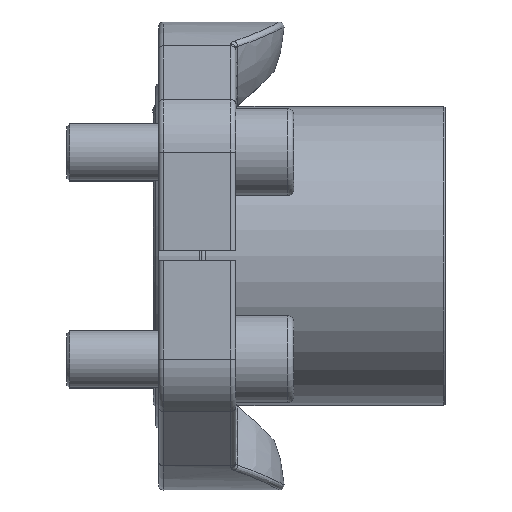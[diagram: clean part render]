
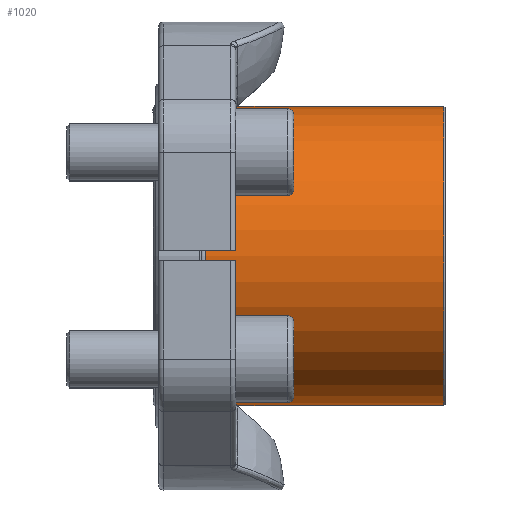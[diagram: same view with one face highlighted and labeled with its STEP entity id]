
A CAD part, top view. The second image highlights one B-rep face of the part: STEP entity #1020.
In plain terms, the highlighted cylindrical face has radius 31 mm (diameter 62 mm), a full revolution.
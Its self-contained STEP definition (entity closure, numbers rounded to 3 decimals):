
#996=CYLINDRICAL_SURFACE('',#2120,31.);
#1020=ADVANCED_FACE('',(#1150,#1151),#996,.T.);
#1150=FACE_BOUND('',#1235,.T.);
#1151=FACE_BOUND('',#1236,.T.);
#1235=EDGE_LOOP('',(#1375));
#1236=EDGE_LOOP('',(#1376));
#1375=ORIENTED_EDGE('',*,*,#1843,.T.);
#1376=ORIENTED_EDGE('',*,*,#1844,.T.);
#1723=VERTEX_POINT('',#2789);
#1724=VERTEX_POINT('',#2791);
#1843=EDGE_CURVE('',#1723,#1723,#2017,.T.);
#1844=EDGE_CURVE('',#1724,#1724,#2018,.T.);
#2017=CIRCLE('',#2118,31.);
#2018=CIRCLE('',#2119,31.);
#2118=AXIS2_PLACEMENT_3D('',#2788,#2327,#2328);
#2119=AXIS2_PLACEMENT_3D('',#2790,#2329,#2330);
#2120=AXIS2_PLACEMENT_3D('',#2792,#2331,#2332);
#2327=DIRECTION('',(1.,0.,0.));
#2328=DIRECTION('',(0.,0.,1.));
#2329=DIRECTION('',(-1.,0.,0.));
#2330=DIRECTION('',(0.,0.,1.));
#2331=DIRECTION('',(-1.,0.,0.));
#2332=DIRECTION('',(0.,0.,1.));
#2788=CARTESIAN_POINT('',(10.4,0.,0.));
#2789=CARTESIAN_POINT('',(10.4,0.,31.));
#2790=CARTESIAN_POINT('',(59.7,0.,0.));
#2791=CARTESIAN_POINT('',(59.7,0.,31.));
#2792=CARTESIAN_POINT('',(0.,0.,0.));
